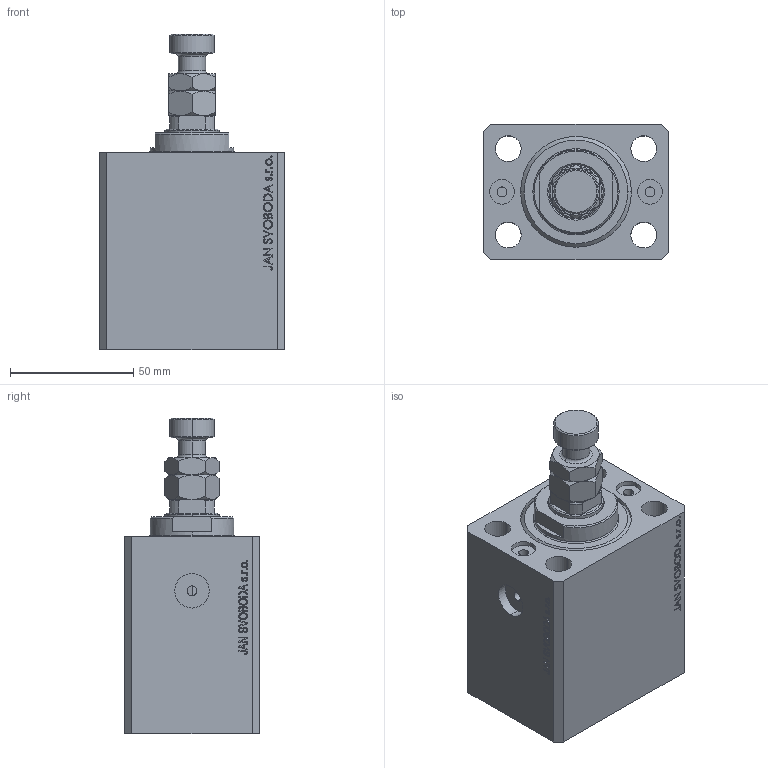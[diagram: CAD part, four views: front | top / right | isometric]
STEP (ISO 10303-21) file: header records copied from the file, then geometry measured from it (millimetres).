
FILE_DESCRIPTION (( 'STEP AP203' ), '1' );
FILE_NAME ('2141.STEP', '2025-10-16T08:51:41', ( '' ), ( '' ), 'SwSTEP 2.0', 'SolidWorks 2019', '' );
FILE_SCHEMA (( 'CONFIG_CONTROL_DESIGN' ));
Length unit declared in the file: millimetre
Products named in the file (5): V250CE_C_VCP e97b4033d9a59b8fc1aba6c5df72d0b4; MFA e97b4033d9a59b8fc1aba6c5df72d0b4; V250CE_C_Body e97b4033d9a59b8fc1aba6c5df72d0b4; V250CE_VC_C e97b4033d9a59b8fc1aba6c5df72d0b4; 2141
Assembly tree (4 placements, depth 2):
  2141
    V250CE_C_Body e97b4033d9a59b8fc1aba6c5df72d0b4
    V250CE_C_VCP e97b4033d9a59b8fc1aba6c5df72d0b4
    V250CE_VC_C e97b4033d9a59b8fc1aba6c5df72d0b4
    MFA e97b4033d9a59b8fc1aba6c5df72d0b4
Bounding box: 75 x 55 x 128 mm (x, y, z)
Volume: 304678.3 mm3; surface area: 66924.7 mm2
Topology: 4 solids, 4 shells, 916 faces, 2346 edges, 1543 vertices
Faces by surface type: plane 444, bspline 374, cylinder 48, cone 40, torus 10
Entity records: 46149 total; most frequent: CARTESIAN_POINT 25954, ORIENTED_EDGE 4688, DIRECTION 2776, EDGE_CURVE 2344, VERTEX_POINT 1543, VECTOR 1382, LINE 1382, EDGE_LOOP 1037
